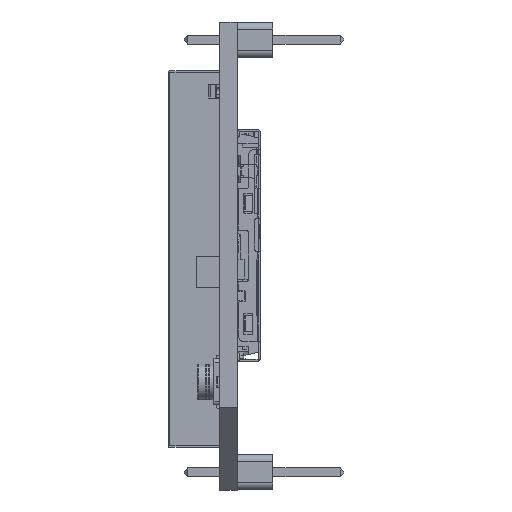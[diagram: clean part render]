
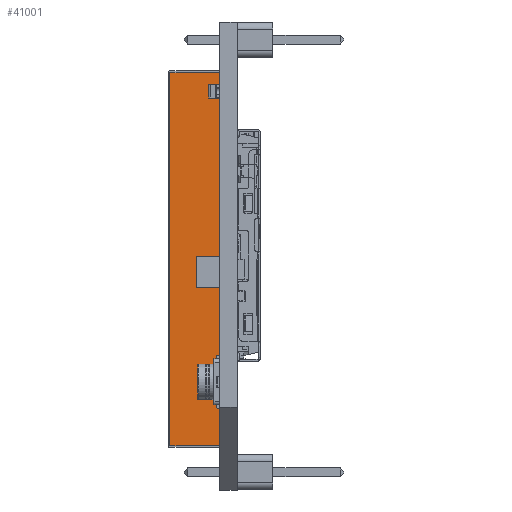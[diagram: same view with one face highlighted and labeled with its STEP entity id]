
A CAD part, left-side view. The second image highlights one B-rep face of the part: STEP entity #41001.
In plain terms, the highlighted planar face has unit normal (-1, 0, 0).
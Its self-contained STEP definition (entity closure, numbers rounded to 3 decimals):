
#4280=FACE_OUTER_BOUND('',#6560,.T.);
#6560=EDGE_LOOP('',(#36668,#36669,#36670,#36671));
#11340=LINE('',#67245,#15957);
#11344=LINE('',#67254,#15961);
#11349=LINE('',#67268,#15966);
#11374=LINE('',#67313,#15991);
#15957=VECTOR('',#55150,10.);
#15961=VECTOR('',#55158,10.);
#15966=VECTOR('',#55173,10.);
#15991=VECTOR('',#55222,10.);
#19653=VERTEX_POINT('',#67242);
#19654=VERTEX_POINT('',#67244);
#19657=VERTEX_POINT('',#67252);
#19661=VERTEX_POINT('',#67267);
#25347=EDGE_CURVE('',#19653,#19654,#11340,.T.);
#25352=EDGE_CURVE('',#19653,#19657,#11344,.T.);
#25359=EDGE_CURVE('',#19661,#19654,#11349,.T.);
#25384=EDGE_CURVE('',#19661,#19657,#11374,.T.);
#36668=ORIENTED_EDGE('',*,*,#25347,.F.);
#36669=ORIENTED_EDGE('',*,*,#25352,.T.);
#36670=ORIENTED_EDGE('',*,*,#25384,.F.);
#36671=ORIENTED_EDGE('',*,*,#25359,.T.);
#38903=PLANE('',#44302);
#41001=ADVANCED_FACE('',(#4280),#38903,.T.);
#44302=AXIS2_PLACEMENT_3D('',#67312,#55220,#55221);
#55150=DIRECTION('',(0.,0.,1.));
#55158=DIRECTION('',(0.,-1.,0.));
#55173=DIRECTION('',(0.,1.,0.));
#55220=DIRECTION('center_axis',(-1.,0.,0.));
#55221=DIRECTION('ref_axis',(0.,0.,1.));
#55222=DIRECTION('',(0.,0.,-1.));
#67242=CARTESIAN_POINT('',(6.75,2.81,2.5));
#67244=CARTESIAN_POINT('',(6.75,2.81,23.55));
#67245=CARTESIAN_POINT('',(6.75,2.81,7.713));
#67252=CARTESIAN_POINT('',(6.75,0.01,2.5));
#67254=CARTESIAN_POINT('',(6.75,1.46,2.5));
#67267=CARTESIAN_POINT('',(6.75,0.01,23.55));
#67268=CARTESIAN_POINT('',(6.75,0.01,23.55));
#67312=CARTESIAN_POINT('Origin',(6.75,0.01,2.4));
#67313=CARTESIAN_POINT('',(6.75,0.01,7.8));
